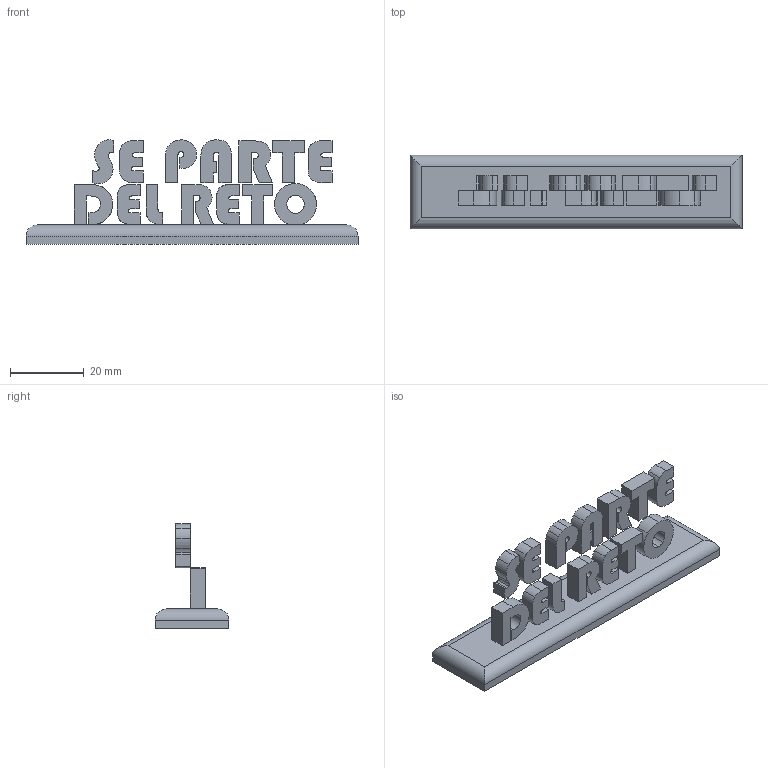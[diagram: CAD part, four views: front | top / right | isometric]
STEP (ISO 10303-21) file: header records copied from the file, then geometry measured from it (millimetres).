
FILE_DESCRIPTION(/* description */ (''),/* implementation_level */ '2;1');
FILE_NAME(/* name */ 'parte_del_reto.step',/* time_stamp */ '2021-10-09T17:32:06-05:00',/* author */ (''),/* organization */ (''),/* preprocessor_version */ 'ST-DEVELOPER v18.1',/* originating_system */ 'Autodesk Translation Framework v10.10.0.1391',/* authorisation */ '');
FILE_SCHEMA (('AUTOMOTIVE_DESIGN { 1 0 10303 214 3 1 1 }'));
Length unit declared in the file: millimetre
Products named in the file (1): participa
Bounding box: 90 x 20 x 28.27 mm (x, y, z)
Volume: 12515.3 mm3; surface area: 8768.1 mm2
Topology: 15 solids, 15 shells, 260 faces, 686 edges, 456 vertices
Faces by surface type: plane 141, bspline 115, cylinder 4
Entity records: 8115 total; most frequent: CARTESIAN_POINT 2438, ORIENTED_EDGE 1372, DIRECTION 752, EDGE_CURVE 686, VERTEX_POINT 456, LINE 452, VECTOR 452, EDGE_LOOP 262
